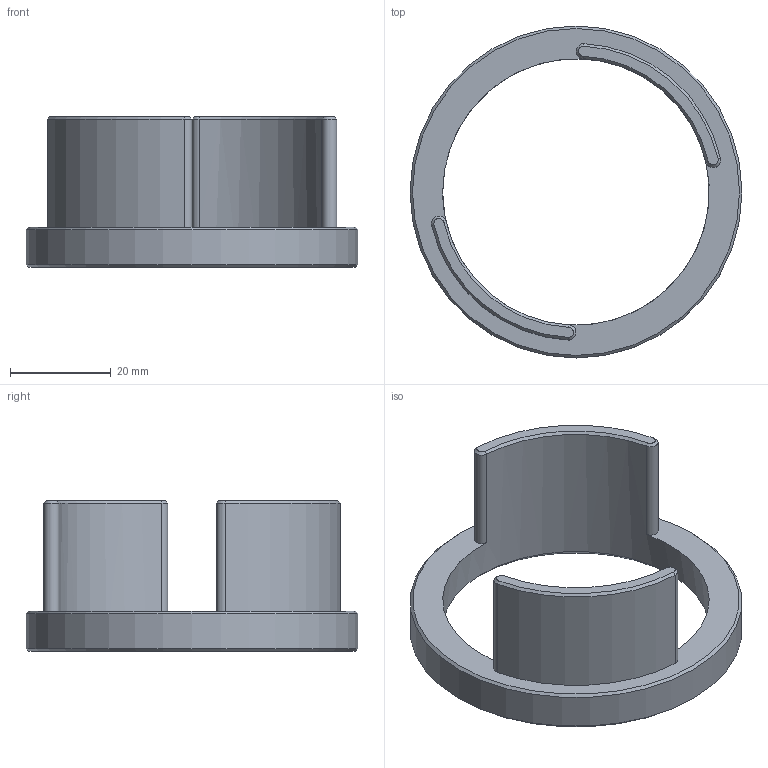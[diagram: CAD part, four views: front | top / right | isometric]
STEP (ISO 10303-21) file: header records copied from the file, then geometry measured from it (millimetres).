
FILE_DESCRIPTION(/* description */ (''),/* implementation_level */ '2;1');
FILE_NAME(/* name */ 'spacer-30mm.step',/* time_stamp */ '2025-09-30T22:13:56-04:00',/* author */ (''),/* organization */ (''),/* preprocessor_version */ 'ST-DEVELOPER v20.1',/* originating_system */ 'Autodesk Translation Framework v14.17.0.0',/* authorisation */ '');
FILE_SCHEMA (('AUTOMOTIVE_DESIGN { 1 0 10303 214 3 1 1 }'));
Length unit declared in the file: millimetre
Products named in the file (1): spacer-30mm
Bounding box: 66 x 66 x 30 mm (x, y, z)
Volume: 14639.5 mm3; surface area: 8745 mm2
Topology: 1 solids, 1 shells, 23 faces, 52 edges, 31 vertices
Faces by surface type: cone 11, cylinder 8, plane 4
Full cylindrical faces by diameter (mm): 53 x1, 66 x1
Entity records: 686 total; most frequent: DIRECTION 131, CARTESIAN_POINT 107, ORIENTED_EDGE 104, AXIS2_PLACEMENT_3D 55, EDGE_CURVE 52, CIRCLE 31, VERTEX_POINT 31, EDGE_LOOP 25
